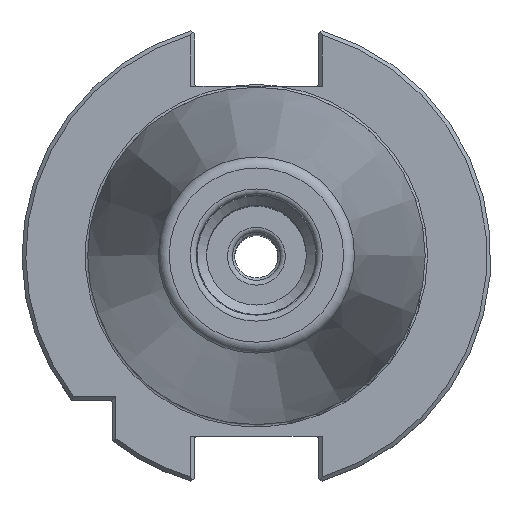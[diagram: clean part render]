
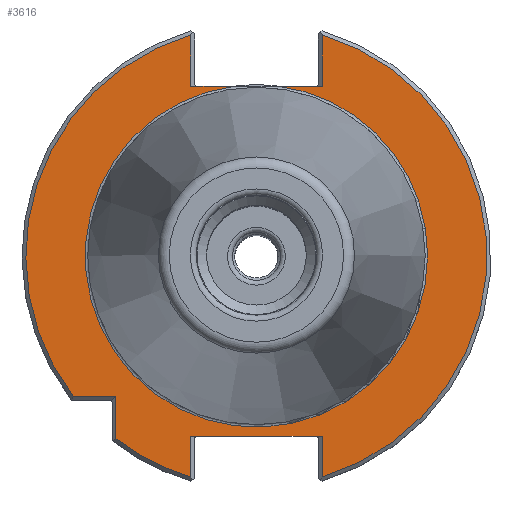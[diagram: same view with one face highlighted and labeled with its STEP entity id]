
A CAD part, top view. The second image highlights one B-rep face of the part: STEP entity #3616.
In plain terms, the highlighted planar face has unit normal (0, 0, 1).
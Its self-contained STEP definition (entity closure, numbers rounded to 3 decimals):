
#117=LINE('',#5190,#221);
#121=LINE('',#5206,#225);
#133=LINE('',#5348,#237);
#138=LINE('',#5362,#242);
#159=LINE('',#5428,#263);
#160=LINE('',#5430,#264);
#161=LINE('',#5432,#265);
#162=LINE('',#5433,#266);
#163=LINE('',#5434,#267);
#221=VECTOR('',#4414,1000.);
#225=VECTOR('',#4424,1000.);
#237=VECTOR('',#4494,1000.);
#242=VECTOR('',#4505,1000.);
#263=VECTOR('',#4564,1000.);
#264=VECTOR('',#4567,1000.);
#265=VECTOR('',#4568,1000.);
#266=VECTOR('',#4569,1000.);
#267=VECTOR('',#4570,1000.);
#401=PLANE('',#3917);
#845=ORIENTED_EDGE('',*,*,#1197,.T.);
#846=ORIENTED_EDGE('',*,*,#1271,.T.);
#847=ORIENTED_EDGE('',*,*,#1272,.F.);
#848=ORIENTED_EDGE('',*,*,#1273,.T.);
#849=ORIENTED_EDGE('',*,*,#1199,.T.);
#850=ORIENTED_EDGE('',*,*,#1241,.T.);
#851=ORIENTED_EDGE('',*,*,#1274,.F.);
#852=ORIENTED_EDGE('',*,*,#1195,.F.);
#853=ORIENTED_EDGE('',*,*,#1275,.F.);
#854=ORIENTED_EDGE('',*,*,#1234,.T.);
#855=ORIENTED_EDGE('',*,*,#1192,.T.);
#856=ORIENTED_EDGE('',*,*,#1191,.T.);
#857=ORIENTED_EDGE('',*,*,#1184,.T.);
#1184=EDGE_CURVE('',#1471,#1470,#117,.T.);
#1191=EDGE_CURVE('',#1474,#1471,#121,.T.);
#1192=EDGE_CURVE('',#1476,#1474,#1672,.T.);
#1195=EDGE_CURVE('',#1478,#1477,#1674,.T.);
#1197=EDGE_CURVE('',#1470,#1479,#1675,.T.);
#1199=EDGE_CURVE('',#1482,#1481,#1676,.T.);
#1234=EDGE_CURVE('',#1505,#1476,#133,.T.);
#1241=EDGE_CURVE('',#1481,#1510,#138,.T.);
#1271=EDGE_CURVE('',#1479,#1528,#159,.T.);
#1272=EDGE_CURVE('',#1529,#1528,#160,.T.);
#1273=EDGE_CURVE('',#1529,#1482,#161,.T.);
#1274=EDGE_CURVE('',#1477,#1510,#162,.T.);
#1275=EDGE_CURVE('',#1505,#1478,#163,.T.);
#1470=VERTEX_POINT('',#5189);
#1471=VERTEX_POINT('',#5191);
#1474=VERTEX_POINT('',#5202);
#1476=VERTEX_POINT('',#5209);
#1477=VERTEX_POINT('',#5216);
#1478=VERTEX_POINT('',#5217);
#1479=VERTEX_POINT('',#5224);
#1481=VERTEX_POINT('',#5232);
#1482=VERTEX_POINT('',#5234);
#1505=VERTEX_POINT('',#5349);
#1510=VERTEX_POINT('',#5361);
#1528=VERTEX_POINT('',#5427);
#1529=VERTEX_POINT('',#5431);
#1672=CIRCLE('',#3867,47.95);
#1674=CIRCLE('',#3870,35.591);
#1675=CIRCLE('',#3872,47.95);
#1676=CIRCLE('',#3874,47.95);
#1915=EDGE_LOOP('',(#845,#846,#847,#848,#849,#850,#851,#852,#853,#854,#855,
#856,#857));
#2184=FACE_BOUND('',#1915,.T.);
#3616=ADVANCED_FACE('',(#2184),#401,.T.);
#3867=AXIS2_PLACEMENT_3D('',#5208,#4427,#4428);
#3870=AXIS2_PLACEMENT_3D('',#5218,#4433,#4434);
#3872=AXIS2_PLACEMENT_3D('',#5225,#4437,#4438);
#3874=AXIS2_PLACEMENT_3D('',#5233,#4441,#4442);
#3917=AXIS2_PLACEMENT_3D('',#5429,#4565,#4566);
#4414=DIRECTION('',(0.,-1.,0.));
#4424=DIRECTION('',(1.,0.,0.));
#4427=DIRECTION('',(0.,0.,1.));
#4428=DIRECTION('',(1.,0.,0.));
#4433=DIRECTION('',(0.,0.,1.));
#4434=DIRECTION('',(1.,0.,0.));
#4437=DIRECTION('',(0.,0.,1.));
#4438=DIRECTION('',(1.,0.,0.));
#4441=DIRECTION('',(0.,0.,1.));
#4442=DIRECTION('',(1.,0.,0.));
#4494=DIRECTION('',(0.,1.,0.));
#4505=DIRECTION('',(0.,-1.,0.));
#4564=DIRECTION('',(0.,1.,0.));
#4565=DIRECTION('',(0.,0.,1.));
#4566=DIRECTION('',(1.,0.,0.));
#4567=DIRECTION('',(-1.,0.,0.));
#4568=DIRECTION('',(0.,-1.,0.));
#4569=DIRECTION('',(1.,0.,0.));
#4570=DIRECTION('',(1.,0.,0.));
#5189=CARTESIAN_POINT('',(-29.2,-38.034,-3.2));
#5190=CARTESIAN_POINT('',(-29.2,-38.616,-3.2));
#5191=CARTESIAN_POINT('',(-29.2,-29.2,-3.2));
#5202=CARTESIAN_POINT('',(-38.034,-29.2,-3.2));
#5206=CARTESIAN_POINT('',(-30.,-29.2,-3.2));
#5208=CARTESIAN_POINT('',(0.,0.,-3.2));
#5209=CARTESIAN_POINT('',(-13.65,45.966,-3.2));
#5216=CARTESIAN_POINT('',(4.543,35.3,-3.2));
#5217=CARTESIAN_POINT('',(-4.543,35.3,-3.2));
#5218=CARTESIAN_POINT('',(0.,0.,-3.2));
#5224=CARTESIAN_POINT('',(-13.65,-45.966,-3.2));
#5225=CARTESIAN_POINT('',(0.,0.,-3.2));
#5232=CARTESIAN_POINT('',(13.65,45.966,-3.2));
#5233=CARTESIAN_POINT('',(0.,0.,-3.2));
#5234=CARTESIAN_POINT('',(13.65,-45.966,-3.2));
#5348=CARTESIAN_POINT('',(-13.65,47.181,-3.2));
#5349=CARTESIAN_POINT('',(-13.65,35.3,-3.2));
#5361=CARTESIAN_POINT('',(13.65,35.3,-3.2));
#5362=CARTESIAN_POINT('',(13.65,35.3,-3.2));
#5427=CARTESIAN_POINT('',(-13.65,-37.5,-3.2));
#5428=CARTESIAN_POINT('',(-13.65,-37.5,-3.2));
#5429=CARTESIAN_POINT('',(35.591,0.,-3.2));
#5430=CARTESIAN_POINT('',(12.85,-37.5,-3.2));
#5431=CARTESIAN_POINT('',(13.65,-37.5,-3.2));
#5432=CARTESIAN_POINT('',(13.65,-47.181,-3.2));
#5433=CARTESIAN_POINT('',(-12.85,35.3,-3.2));
#5434=CARTESIAN_POINT('',(-12.85,35.3,-3.2));
